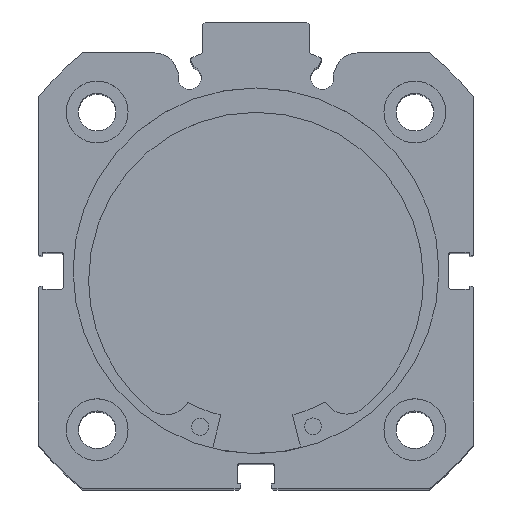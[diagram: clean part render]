
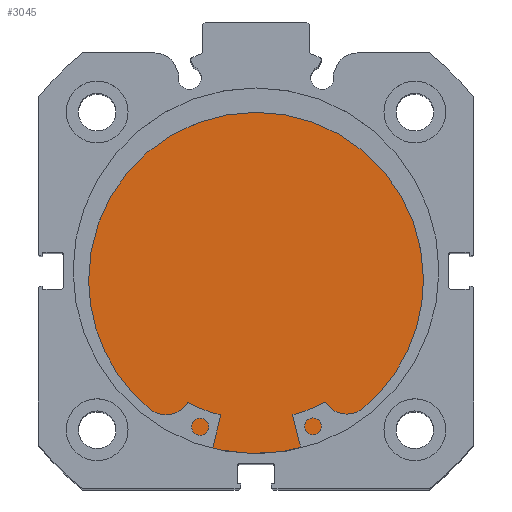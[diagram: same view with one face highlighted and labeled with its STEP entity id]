
A CAD part, top view. The second image highlights one B-rep face of the part: STEP entity #3045.
In plain terms, the highlighted face is planar.
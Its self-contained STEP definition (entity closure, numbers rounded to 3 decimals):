
#76 = DIRECTION ( 'NONE',  ( 0., 0., 1. ) ) ;
#77 = DIRECTION ( 'NONE',  ( -1., 0., 0. ) ) ;
#78 = CARTESIAN_POINT ( 'NONE',  ( 9.5, 0., 0. ) ) ;
#1238 = ORIENTED_EDGE ( 'NONE', *, *, #3281, .F. ) ;
#1256 = ORIENTED_EDGE ( 'NONE', *, *, #3319, .F. ) ;
#1353 = FACE_OUTER_BOUND ( 'NONE', #3875, .T. ) ;
#2090 = DIRECTION ( 'NONE',  ( 0., 0., 1. ) ) ;
#2123 = CARTESIAN_POINT ( 'NONE',  ( 9.5, 32.5, 0. ) ) ;
#2124 = PLANE ( 'NONE',  #4217 ) ;
#2477 = CARTESIAN_POINT ( 'NONE',  ( 9.5, 0., -32.5 ) ) ;
#2481 = CARTESIAN_POINT ( 'NONE',  ( 9.5, 0., 32.5 ) ) ;
#2504 = VERTEX_POINT ( 'NONE', #2481 ) ;
#2533 = VERTEX_POINT ( 'NONE', #2477 ) ;
#2596 = DIRECTION ( 'NONE',  ( -1., 0., 0. ) ) ;
#3045 = ADVANCED_FACE ( 'NONE', ( #1353 ), #2124, .F. ) ;
#3281 = EDGE_CURVE ( 'NONE', #2533, #2504, #4728, .T. ) ;
#3319 = EDGE_CURVE ( 'NONE', #2504, #2533, #4778, .T. ) ;
#3875 = EDGE_LOOP ( 'NONE', ( #1256, #1238 ) ) ;
#4217 = AXIS2_PLACEMENT_3D ( 'NONE', #2123, #2596, #2090 ) ;
#4416 = AXIS2_PLACEMENT_3D ( 'NONE', #78, #77, #76 ) ;
#4441 = AXIS2_PLACEMENT_3D ( 'NONE', #5553, #5562, #5563 ) ;
#4728 = CIRCLE ( 'NONE', #4416, 32.5 ) ;
#4778 = CIRCLE ( 'NONE', #4441, 32.5 ) ;
#5553 = CARTESIAN_POINT ( 'NONE',  ( 9.5, 0., 0. ) ) ;
#5562 = DIRECTION ( 'NONE',  ( -1., 0., 0. ) ) ;
#5563 = DIRECTION ( 'NONE',  ( 0., 0., 1. ) ) ;
